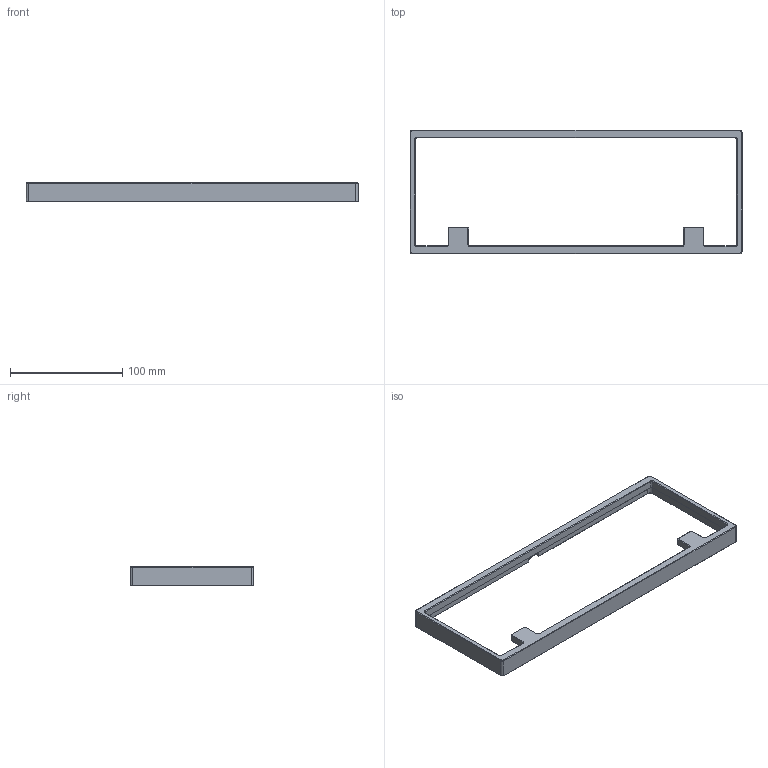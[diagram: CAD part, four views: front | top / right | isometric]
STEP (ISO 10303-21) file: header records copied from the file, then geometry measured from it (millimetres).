
FILE_DESCRIPTION(/* description */ (''),/* implementation_level */ '2;1');
FILE_NAME(/* name */ 'singularityTOPWKL.step',/* time_stamp */ '2021-04-19T21:33:33-07:00',/* author */ (''),/* organization */ (''),/* preprocessor_version */ 'ST-DEVELOPER v18.1',/* originating_system */ 'Autodesk Translation Framework v10.6.0.1341',/* authorisation */ '');
FILE_SCHEMA (('AUTOMOTIVE_DESIGN { 1 0 10303 214 3 1 1 }'));
Length unit declared in the file: millimetre
Products named in the file (1): SingularityTOP
Bounding box: 295.7 x 110.2 x 16.91 mm (x, y, z)
Volume: 55055 mm3; surface area: 37758.6 mm2
Topology: 1 solids, 1 shells, 162 faces, 400 edges, 240 vertices
Faces by surface type: plane 80, cone 48, cylinder 34
Full cylindrical faces by diameter (mm): 1.623 x16
Entity records: 4714 total; most frequent: CARTESIAN_POINT 937, DIRECTION 774, ORIENTED_EDGE 768, EDGE_CURVE 384, LINE 264, VECTOR 264, AXIS2_PLACEMENT_3D 255, VERTEX_POINT 240
